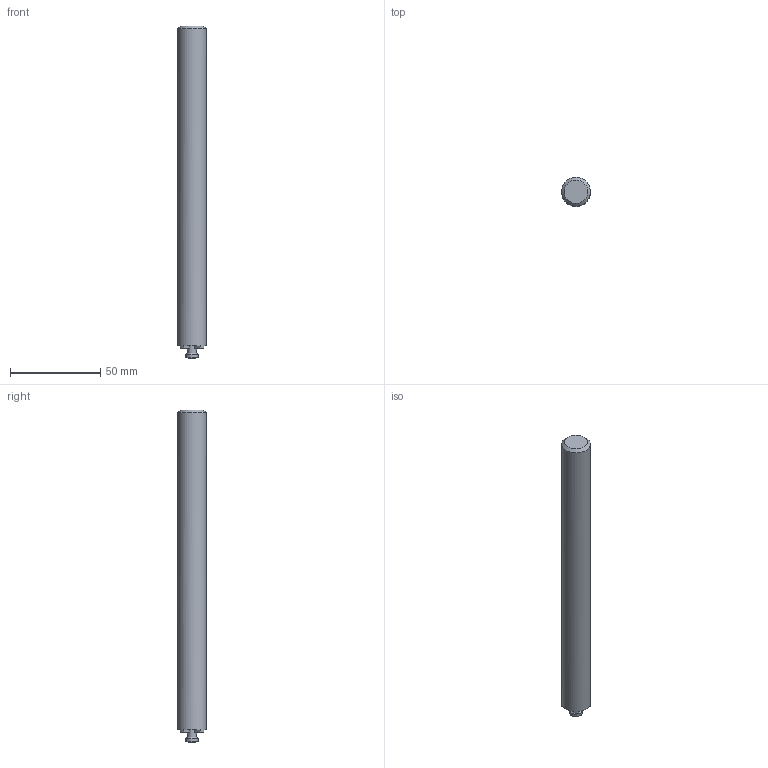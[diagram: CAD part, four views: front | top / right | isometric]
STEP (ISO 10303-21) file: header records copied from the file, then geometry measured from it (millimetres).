
FILE_DESCRIPTION(/* description */ (''),/* implementation_level */ '2;1');
FILE_NAME(/* name */ '335.14-1616.0-120-185-E_Basic.stp',/* time_stamp */ '2024-07-30T14:27:35+06:00',/* author */ (''),/* organization */ (''),/* preprocessor_version */ 'ST-DEVELOPER v16.7',/* originating_system */ 'SIEMENS PLM Software NX 12.0',/* authorisation */ '');
FILE_SCHEMA (('AUTOMOTIVE_DESIGN { 1 0 10303 214 3 1 1 1 }'));
Length unit declared in the file: millimetre
Products named in the file (1): inpu36DC0CE6f1bd
Bounding box: 15.99 x 15.99 x 184.1 mm (x, y, z)
Volume: 35815.8 mm3; surface area: 9505.1 mm2
Topology: 1 solids, 1 shells, 99 faces, 282 edges, 190 vertices
Faces by surface type: plane 86, cylinder 10, cone 2, bspline 1
Full cylindrical faces by diameter (mm): 5 x1, 6.9 x1, 15.994 x1
Entity records: 3233 total; most frequent: CARTESIAN_POINT 616, ORIENTED_EDGE 548, DIRECTION 499, EDGE_CURVE 274, LINE 237, VECTOR 237, VERTEX_POINT 185, AXIS2_PLACEMENT_3D 131
